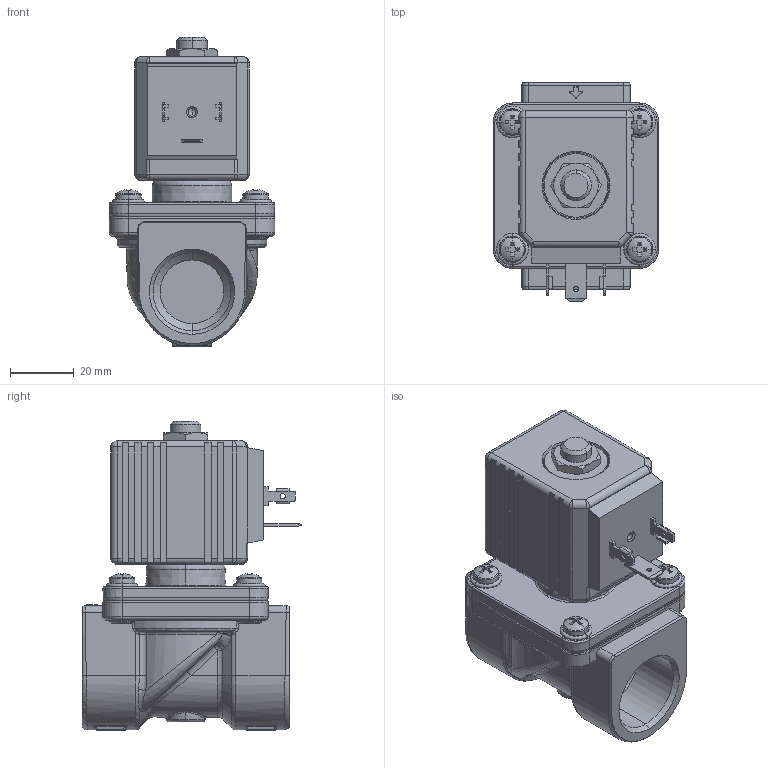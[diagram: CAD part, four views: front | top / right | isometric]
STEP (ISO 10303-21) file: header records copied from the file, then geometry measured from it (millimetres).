
FILE_DESCRIPTION((''),'2;1');
FILE_NAME('21H9KV180_UDA_INGOMBRO_ASM','2018-02-22T11:13:09',('svitali'),('O.D.E.'),'CREO PARAMETRIC BY PTC INC, 2017110','CREO PARAMETRIC BY PTC INC, 2017110','');
FILE_SCHEMA(('CONFIG_CONTROL_DESIGN','SHAPE_APPEARANCE_LAYERS_GROUPS'));
Length unit declared in the file: millimetre
Products named in the file (7): 4500H9_INGOMBRO; 452291_INGOMBRO; 990445; BOBINA_12_W_INGOMBRO; 450145_INGOMBRO; 450146; 21H9KV180_UDA_INGOMBRO_ASM
Assembly tree (9 placements, depth 2):
  21H9KV180_UDA_INGOMBRO_ASM
    4500H9_INGOMBRO
    452291_INGOMBRO
    990445  x4
    BOBINA_12_W_INGOMBRO
    450145_INGOMBRO
    450146
Bounding box: 52 x 69 x 97.3 mm (x, y, z)
Volume: 79441.3 mm3; surface area: 39753.5 mm2
Topology: 8 solids, 17 shells, 782 faces, 1865 edges, 1136 vertices
Faces by surface type: plane 314, cylinder 241, torus 79, bspline 65, cone 55, sphere 28
Entity records: 29232 total; most frequent: CARTESIAN_POINT 7703, DIRECTION 3307, ORIENTED_EDGE 3250, EDGE_CURVE 1643, PRESENTATION_STYLE_ASSIGNMENT 1632, STYLED_ITEM 1558, CURVE_STYLE 1467, AXIS2_PLACEMENT_3D 1259
